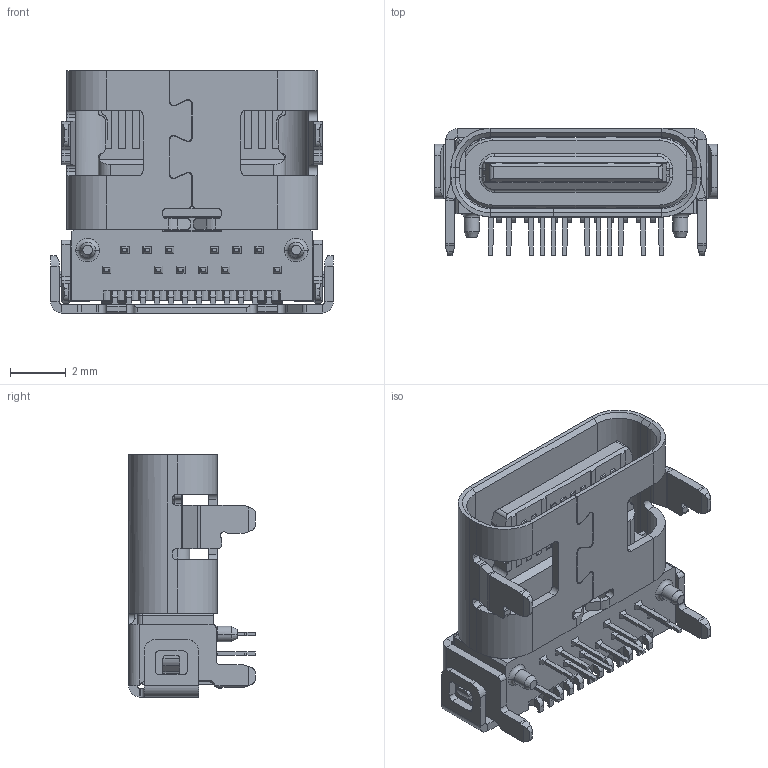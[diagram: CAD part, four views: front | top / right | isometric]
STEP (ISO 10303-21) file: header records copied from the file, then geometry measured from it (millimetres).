
FILE_DESCRIPTION((''),'2;1');
FILE_NAME('1-8_65','2021-06-08T10:21:44',('Administrator'),(''),'CREO PARAMETRIC BY PTC INC, 2016510','CREO PARAMETRIC BY PTC INC, 2016510','');
FILE_SCHEMA(('AUTOMOTIVE_DESIGN { 1 0 10303 214 1 1 1 1 }'));
Length unit declared in the file: millimetre
Products named in the file (1): 1-8_65
Bounding box: 10.1 x 4.53 x 8.65 mm (x, y, z)
Surface area: 582.2 mm2 (no closed solid volume)
Topology: 0 solids, 2 shells, 1130 faces, 3012 edges, 1895 vertices
Faces by surface type: plane 830, cylinder 232, cone 30, bspline 18, torus 16, extrusion 4
Entity records: 43154 total; most frequent: CARTESIAN_POINT 7175, ORIENTED_EDGE 5976, DIRECTION 5629, EDGE_CURVE 3012, VECTOR 2331, LINE 2327, PRESENTATION_STYLE_ASSIGNMENT 2124, VERTEX_POINT 1895
